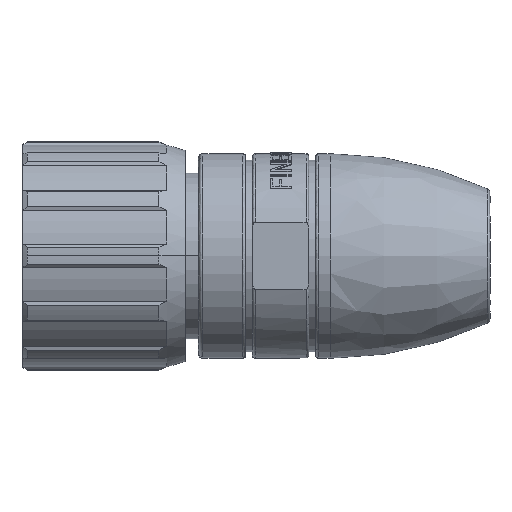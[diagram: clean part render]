
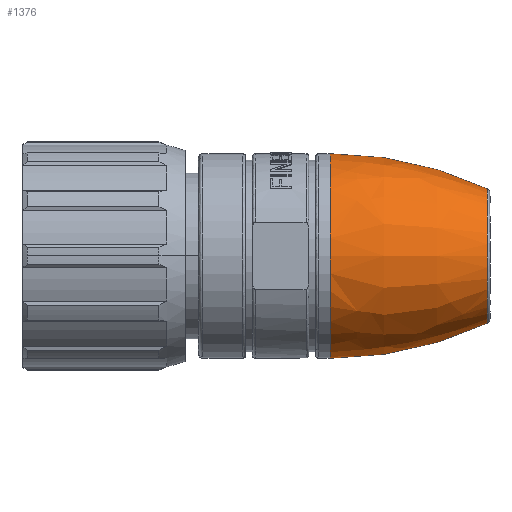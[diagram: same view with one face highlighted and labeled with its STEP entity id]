
A CAD part, top view. The second image highlights one B-rep face of the part: STEP entity #1376.
In plain terms, the highlighted free-form (B-spline) face has degree [3, 3] with [4, 4] control points.
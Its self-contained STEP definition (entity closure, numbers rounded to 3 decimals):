
#64 = VERTEX_POINT ( 'NONE', #9148 ) ;
#365 = CIRCLE ( 'NONE', #21232, 7.637 ) ;
#852 = DIRECTION ( 'NONE',  ( 1., 0., 0. ) ) ;
#932 = CARTESIAN_POINT ( 'NONE',  ( 24.027, -7.16, 0. ) ) ;
#1376 = ADVANCED_FACE ( 'NONE', ( #12654 ), #11890, .T. ) ;
#1808 = CARTESIAN_POINT ( 'NONE',  ( 6.113, -11.174, 0. ) ) ;
#1821 = CARTESIAN_POINT ( 'NONE',  ( 6.113, -11.174, 23.3 ) ) ;
#1830 = CARTESIAN_POINT ( 'NONE',  ( 6.113, 12.126, 23.3 ) ) ;
#1857 = CARTESIAN_POINT ( 'NONE',  ( 6.113, 12.126, 0. ) ) ;
#1862 = CARTESIAN_POINT ( 'NONE',  ( 12.333, -11.174, 0. ) ) ;
#1887 = CARTESIAN_POINT ( 'NONE',  ( 12.333, -11.174, 23.3 ) ) ;
#1899 = CARTESIAN_POINT ( 'NONE',  ( 12.333, 12.126, 23.3 ) ) ;
#1910 = CARTESIAN_POINT ( 'NONE',  ( 12.333, 12.126, 0. ) ) ;
#1932 = CARTESIAN_POINT ( 'NONE',  ( 18.402, -9.814, 0. ) ) ;
#1939 = CARTESIAN_POINT ( 'NONE',  ( 18.402, -9.814, 20.581 ) ) ;
#1966 = CARTESIAN_POINT ( 'NONE',  ( 18.402, 10.767, 20.581 ) ) ;
#1979 = CARTESIAN_POINT ( 'NONE',  ( 18.402, 10.767, 0. ) ) ;
#1991 = CARTESIAN_POINT ( 'NONE',  ( 24.027, -7.16, 0. ) ) ;
#2008 = CARTESIAN_POINT ( 'NONE',  ( 24.027, -7.16, 15.273 ) ) ;
#2051 = CARTESIAN_POINT ( 'NONE',  ( 24.027, 8.113, 15.273 ) ) ;
#2162 = CIRCLE ( 'NONE', #18068, 11.65 ) ;
#2175 = EDGE_LOOP ( 'NONE', ( #3349, #5408, #10848, #13482 ) ) ;
#2279 = CARTESIAN_POINT ( 'NONE',  ( 24.027, 8.113, 0. ) ) ;
#3349 = ORIENTED_EDGE ( 'NONE', *, *, #6899, .F. ) ;
#4108 = CARTESIAN_POINT ( 'NONE',  ( 6.113, -29.857, 0. ) ) ;
#5265 = CARTESIAN_POINT ( 'NONE',  ( 6.113, 0.476, 0. ) ) ;
#5408 = ORIENTED_EDGE ( 'NONE', *, *, #6593, .F. ) ;
#5811 = DIRECTION ( 'NONE',  ( 0., 1., 0. ) ) ;
#6593 = EDGE_CURVE ( 'NONE', #9358, #6912, #365, .T. ) ;
#6899 = EDGE_CURVE ( 'NONE', #6912, #64, #16942, .T. ) ;
#6912 = VERTEX_POINT ( 'NONE', #932 ) ;
#6920 = DIRECTION ( 'NONE',  ( 0., 1., 0. ) ) ;
#7290 = EDGE_CURVE ( 'NONE', #9358, #16612, #16147, .T. ) ;
#8026 = CARTESIAN_POINT ( 'NONE',  ( 6.113, 12.126, 0. ) ) ;
#9148 = CARTESIAN_POINT ( 'NONE',  ( 6.113, -11.174, 0. ) ) ;
#9290 = CARTESIAN_POINT ( 'NONE',  ( 6.113, 30.81, 0. ) ) ;
#9358 = VERTEX_POINT ( 'NONE', #9542 ) ;
#9542 = CARTESIAN_POINT ( 'NONE',  ( 24.027, 8.113, 0. ) ) ;
#10801 = CARTESIAN_POINT ( 'NONE',  ( 24.027, 0.476, 0. ) ) ;
#10848 = ORIENTED_EDGE ( 'NONE', *, *, #7290, .T. ) ;
#10947 = DIRECTION ( 'NONE',  ( 0., -1., 0. ) ) ;
#11632 = EDGE_CURVE ( 'NONE', #16612, #64, #2162, .T. ) ;
#11890 =( BOUNDED_SURFACE ( )  B_SPLINE_SURFACE ( 3, 3, ( 
 ( #2279, #2051, #2008, #1991 ),
 ( #1979, #1966, #1939, #1932 ),
 ( #1910, #1899, #1887, #1862 ),
 ( #1857, #1830, #1821, #1808 ) ),
 .UNSPECIFIED., .F., .F., .T. ) 
 B_SPLINE_SURFACE_WITH_KNOTS ( ( 4, 4 ),
 ( 4, 4 ),
 ( 0., 1. ),
 ( 0., 1. ),
 .UNSPECIFIED. ) 
 GEOMETRIC_REPRESENTATION_ITEM ( )  RATIONAL_B_SPLINE_SURFACE ( (
 ( 1., 0.333, 0.333, 1.),
 ( 0.984, 0.328, 0.328, 0.984),
 ( 0.984, 0.328, 0.328, 0.984),
 ( 1., 0.333, 0.333, 1.) ) ) 
 REPRESENTATION_ITEM ( '' )  SURFACE ( )  );
#12429 = DIRECTION ( 'NONE',  ( 0., 1., 0. ) ) ;
#12654 = FACE_OUTER_BOUND ( 'NONE', #2175, .T. ) ;
#13482 = ORIENTED_EDGE ( 'NONE', *, *, #11632, .T. ) ;
#15558 = DIRECTION ( 'NONE',  ( 0., 0., 1. ) ) ;
#16147 = CIRCLE ( 'NONE', #16961, 41.983 ) ;
#16612 = VERTEX_POINT ( 'NONE', #8026 ) ;
#16703 = DIRECTION ( 'NONE',  ( 1., 0., 0. ) ) ;
#16942 = CIRCLE ( 'NONE', #19462, 41.983 ) ;
#16961 = AXIS2_PLACEMENT_3D ( 'NONE', #4108, #15558, #5811 ) ;
#18068 = AXIS2_PLACEMENT_3D ( 'NONE', #5265, #16703, #6920 ) ;
#19462 = AXIS2_PLACEMENT_3D ( 'NONE', #9290, #20787, #10947 ) ;
#20787 = DIRECTION ( 'NONE',  ( 0., 0., -1. ) ) ;
#21232 = AXIS2_PLACEMENT_3D ( 'NONE', #10801, #852, #12429 ) ;
